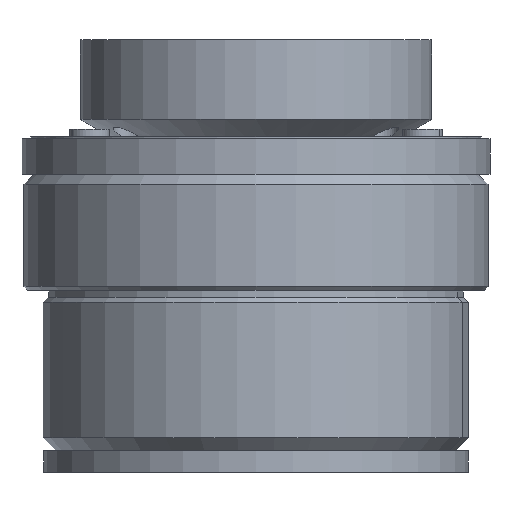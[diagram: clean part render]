
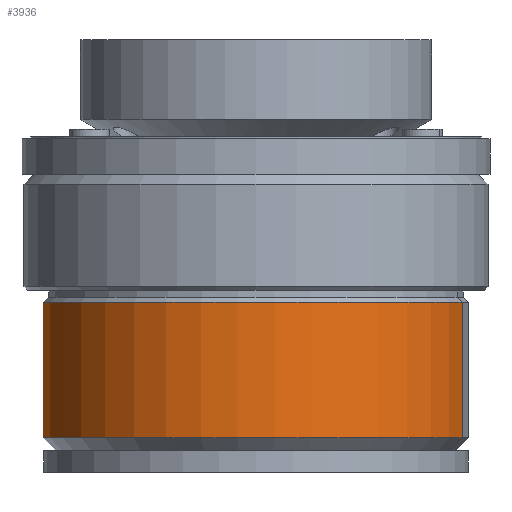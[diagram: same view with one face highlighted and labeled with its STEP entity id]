
A CAD part, front view. The second image highlights one B-rep face of the part: STEP entity #3936.
In plain terms, the highlighted cylindrical face has radius 16.1 mm (diameter 32.2 mm), a partial arc.
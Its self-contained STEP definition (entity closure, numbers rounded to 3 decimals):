
#39 = EDGE_CURVE ( 'NONE', #1552, #1904, #428, .T. ) ;
#133 = EDGE_LOOP ( 'NONE', ( #3587, #2944, #3800, #3452 ) ) ;
#263 = CARTESIAN_POINT ( 'NONE',  ( 0., 0., -17.1 ) ) ;
#326 = CARTESIAN_POINT ( 'NONE',  ( -15.551, 4.167, -63.638 ) ) ;
#428 = LINE ( 'NONE', #326, #1312 ) ;
#453 = FACE_OUTER_BOUND ( 'NONE', #133, .T. ) ;
#589 = VERTEX_POINT ( 'NONE', #4325 ) ;
#630 = DIRECTION ( 'NONE',  ( 0., 0., 1. ) ) ;
#872 = CIRCLE ( 'NONE', #1666, 16.1 ) ;
#1020 = CARTESIAN_POINT ( 'NONE',  ( -15.551, 4.167, -6.9 ) ) ;
#1312 = VECTOR ( 'NONE', #2271, 1000. ) ;
#1428 = CARTESIAN_POINT ( 'NONE',  ( 15.551, -4.167, -17.1 ) ) ;
#1552 = VERTEX_POINT ( 'NONE', #3824 ) ;
#1666 = AXIS2_PLACEMENT_3D ( 'NONE', #263, #3483, #3337 ) ;
#1753 = CIRCLE ( 'NONE', #4479, 16.1 ) ;
#1904 = VERTEX_POINT ( 'NONE', #1020 ) ;
#2127 = DIRECTION ( 'NONE',  ( 0.966, -0.259, 0. ) ) ;
#2271 = DIRECTION ( 'NONE',  ( 0., 0., 1. ) ) ;
#2338 = DIRECTION ( 'NONE',  ( -0.966, 0.259, 0. ) ) ;
#2351 = CYLINDRICAL_SURFACE ( 'NONE', #3491, 16.1 ) ;
#2514 = CARTESIAN_POINT ( 'NONE',  ( 0., 0., -63.638 ) ) ;
#2903 = EDGE_CURVE ( 'NONE', #1552, #4611, #872, .T. ) ;
#2942 = VECTOR ( 'NONE', #3887, 1000. ) ;
#2944 = ORIENTED_EDGE ( 'NONE', *, *, #2903, .T. ) ;
#2987 = EDGE_CURVE ( 'NONE', #589, #1904, #1753, .T. ) ;
#3088 = CARTESIAN_POINT ( 'NONE',  ( 0., 0., -6.9 ) ) ;
#3337 = DIRECTION ( 'NONE',  ( 0.966, -0.259, 0. ) ) ;
#3452 = ORIENTED_EDGE ( 'NONE', *, *, #2987, .T. ) ;
#3483 = DIRECTION ( 'NONE',  ( 0., 0., 1. ) ) ;
#3491 = AXIS2_PLACEMENT_3D ( 'NONE', #2514, #630, #2127 ) ;
#3505 = CARTESIAN_POINT ( 'NONE',  ( 15.551, -4.167, -63.638 ) ) ;
#3587 = ORIENTED_EDGE ( 'NONE', *, *, #39, .F. ) ;
#3800 = ORIENTED_EDGE ( 'NONE', *, *, #4302, .T. ) ;
#3824 = CARTESIAN_POINT ( 'NONE',  ( -15.551, 4.167, -17.1 ) ) ;
#3887 = DIRECTION ( 'NONE',  ( 0., 0., 1. ) ) ;
#3936 = ADVANCED_FACE ( 'NONE', ( #453 ), #2351, .T. ) ;
#3956 = LINE ( 'NONE', #3505, #2942 ) ;
#4302 = EDGE_CURVE ( 'NONE', #4611, #589, #3956, .T. ) ;
#4325 = CARTESIAN_POINT ( 'NONE',  ( 15.551, -4.167, -6.9 ) ) ;
#4479 = AXIS2_PLACEMENT_3D ( 'NONE', #3088, #4520, #2338 ) ;
#4520 = DIRECTION ( 'NONE',  ( 0., 0., -1. ) ) ;
#4611 = VERTEX_POINT ( 'NONE', #1428 ) ;
